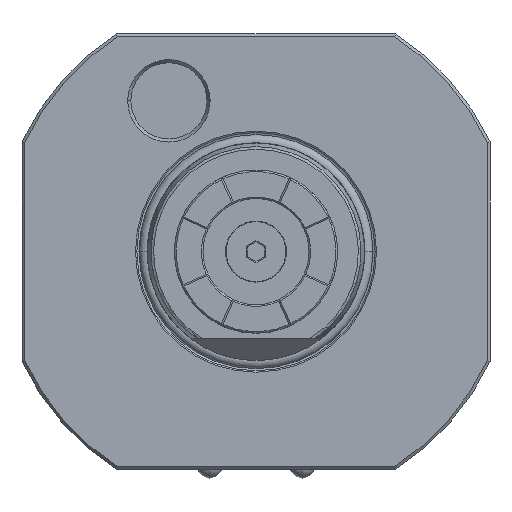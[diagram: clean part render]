
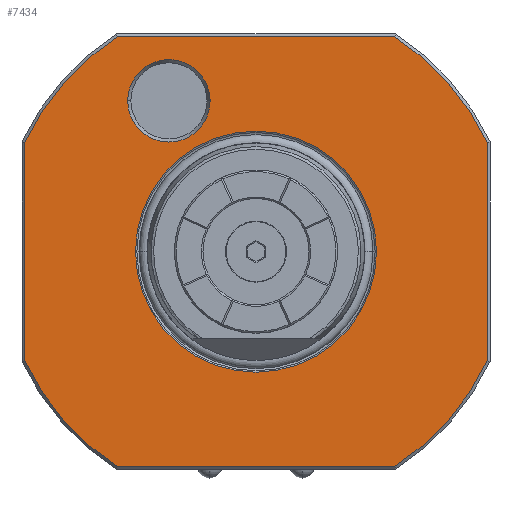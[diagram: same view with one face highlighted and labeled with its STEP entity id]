
A CAD part, left-side view. The second image highlights one B-rep face of the part: STEP entity #7434.
In plain terms, the highlighted planar face has unit normal (-1, 0, 0).
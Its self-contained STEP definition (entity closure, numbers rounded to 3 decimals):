
#230=CARTESIAN_POINT('',(-76.,0.,0.));
#231=DIRECTION('',(1.,0.,0.));
#232=DIRECTION('',(0.,-0.904,-0.427));
#233=AXIS2_PLACEMENT_3D('',#230,#231,#232);
#235=DIRECTION('',(0.,-1.,0.));
#236=VECTOR('',#235,50.942);
#237=CARTESIAN_POINT('',(-76.,25.471,-39.5));
#238=LINE('',#237,#236);
#239=CARTESIAN_POINT('',(-76.,0.,0.));
#240=DIRECTION('',(1.,0.,0.));
#241=DIRECTION('',(0.,0.542,-0.84));
#242=AXIS2_PLACEMENT_3D('',#239,#240,#241);
#244=DIRECTION('',(0.,0.,-1.));
#245=VECTOR('',#244,40.138);
#246=CARTESIAN_POINT('',(-76.,42.5,20.069));
#247=LINE('',#246,#245);
#248=CARTESIAN_POINT('',(-76.,0.,0.));
#249=DIRECTION('',(1.,0.,0.));
#250=DIRECTION('',(0.,0.904,0.427));
#251=AXIS2_PLACEMENT_3D('',#248,#249,#250);
#253=DIRECTION('',(0.,1.,0.));
#254=VECTOR('',#253,50.942);
#255=CARTESIAN_POINT('',(-76.,-25.471,39.5));
#256=LINE('',#255,#254);
#257=CARTESIAN_POINT('',(-76.,0.,0.));
#258=DIRECTION('',(1.,0.,0.));
#259=DIRECTION('',(0.,-0.542,0.84));
#260=AXIS2_PLACEMENT_3D('',#257,#258,#259);
#262=DIRECTION('',(0.,0.,1.));
#263=VECTOR('',#262,40.138);
#264=CARTESIAN_POINT('',(-76.,-42.5,
-20.069));
#265=LINE('',#264,#263);
#266=CARTESIAN_POINT('',(-76.,0.,0.));
#267=DIRECTION('',(1.,0.,0.));
#268=DIRECTION('',(0.,-1.,0.));
#269=AXIS2_PLACEMENT_3D('',#266,#267,#268);
#271=CARTESIAN_POINT('',(-76.,0.,0.));
#272=DIRECTION('',(1.,0.,0.));
#273=DIRECTION('',(0.,1.,0.));
#274=AXIS2_PLACEMENT_3D('',#271,#272,#273);
#276=CARTESIAN_POINT('',(-76.,16.,27.713));
#277=DIRECTION('',(1.,0.,0.));
#278=DIRECTION('',(0.,-1.,0.));
#279=AXIS2_PLACEMENT_3D('',#276,#277,#278);
#281=CARTESIAN_POINT('',(-76.,16.,27.713));
#282=DIRECTION('',(1.,0.,0.));
#283=DIRECTION('',(0.,1.,0.));
#284=AXIS2_PLACEMENT_3D('',#281,#282,#283);
#6520=CARTESIAN_POINT('',(-76.,-22.15,0.));
#6521=CARTESIAN_POINT('',(-76.,22.15,0.));
#6522=VERTEX_POINT('',#6520);
#6523=VERTEX_POINT('',#6521);
#6524=CARTESIAN_POINT('',(-76.,8.423,27.713));
#6525=CARTESIAN_POINT('',(-76.,23.577,27.713));
#6526=VERTEX_POINT('',#6524);
#6527=VERTEX_POINT('',#6525);
#6528=CARTESIAN_POINT('',(-76.,-42.5,-20.07));
#6529=CARTESIAN_POINT('',(-76.,-25.471,-39.5));
#6530=VERTEX_POINT('',#6528);
#6531=VERTEX_POINT('',#6529);
#6536=CARTESIAN_POINT('',(-76.,-25.471,39.5));
#6537=CARTESIAN_POINT('',(-76.,-42.5,20.07));
#6538=VERTEX_POINT('',#6536);
#6539=VERTEX_POINT('',#6537);
#6560=CARTESIAN_POINT('',(-76.,42.5,20.07));
#6561=CARTESIAN_POINT('',(-76.,25.471,39.5));
#6562=VERTEX_POINT('',#6560);
#6563=VERTEX_POINT('',#6561);
#6568=CARTESIAN_POINT('',(-76.,25.471,-39.5));
#6569=CARTESIAN_POINT('',(-76.,42.5,-20.07));
#6570=VERTEX_POINT('',#6568);
#6571=VERTEX_POINT('',#6569);
#7400=CARTESIAN_POINT('',(-76.,0.,0.));
#7401=DIRECTION('',(-1.,0.,0.));
#7402=DIRECTION('',(0.,1.,0.));
#7403=AXIS2_PLACEMENT_3D('',#7400,#7401,#7402);
#7404=PLANE('',#7403);
#7406=ORIENTED_EDGE('',*,*,#7405,.T.);
#7408=ORIENTED_EDGE('',*,*,#7407,.F.);
#7410=ORIENTED_EDGE('',*,*,#7409,.T.);
#7412=ORIENTED_EDGE('',*,*,#7411,.F.);
#7414=ORIENTED_EDGE('',*,*,#7413,.T.);
#7416=ORIENTED_EDGE('',*,*,#7415,.F.);
#7417=ORIENTED_EDGE('',*,*,#7390,.T.);
#7419=ORIENTED_EDGE('',*,*,#7418,.F.);
#7420=EDGE_LOOP('',(#7406,#7408,#7410,#7412,#7414,#7416,#7417,#7419));
#7421=FACE_OUTER_BOUND('',#7420,.F.);
#7423=ORIENTED_EDGE('',*,*,#7422,.F.);
#7425=ORIENTED_EDGE('',*,*,#7424,.F.);
#7426=EDGE_LOOP('',(#7423,#7425));
#7427=FACE_BOUND('',#7426,.F.);
#7429=ORIENTED_EDGE('',*,*,#7428,.F.);
#7431=ORIENTED_EDGE('',*,*,#7430,.F.);
#7432=EDGE_LOOP('',(#7429,#7431));
#7433=FACE_BOUND('',#7432,.F.);
#234=CIRCLE('',#233,47.001);
#243=CIRCLE('',#242,47.001);
#252=CIRCLE('',#251,47.001);
#261=CIRCLE('',#260,47.001);
#270=CIRCLE('',#269,22.15);
#275=CIRCLE('',#274,22.15);
#280=CIRCLE('',#279,7.577);
#285=CIRCLE('',#284,7.577);
#7390=EDGE_CURVE('',#6538,#6539,#261,.T.);
#7405=EDGE_CURVE('',#6530,#6531,#234,.T.);
#7407=EDGE_CURVE('',#6570,#6531,#238,.T.);
#7409=EDGE_CURVE('',#6570,#6571,#243,.T.);
#7411=EDGE_CURVE('',#6562,#6571,#247,.T.);
#7413=EDGE_CURVE('',#6562,#6563,#252,.T.);
#7415=EDGE_CURVE('',#6538,#6563,#256,.T.);
#7418=EDGE_CURVE('',#6530,#6539,#265,.T.);
#7422=EDGE_CURVE('',#6522,#6523,#270,.T.);
#7424=EDGE_CURVE('',#6523,#6522,#275,.T.);
#7428=EDGE_CURVE('',#6526,#6527,#280,.T.);
#7430=EDGE_CURVE('',#6527,#6526,#285,.T.);
#7434=ADVANCED_FACE('',(#7421,#7427,#7433),#7404,.T.);
